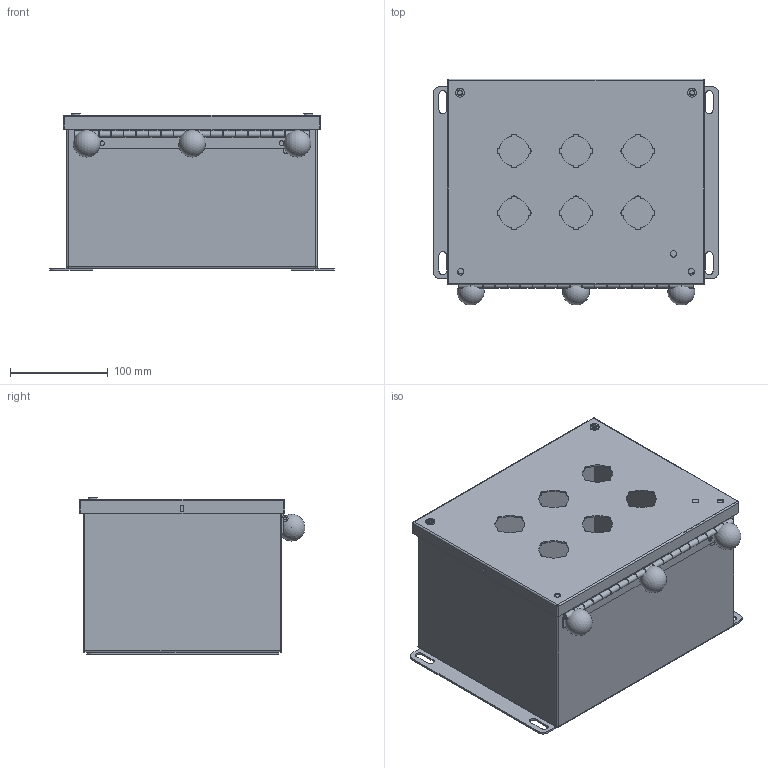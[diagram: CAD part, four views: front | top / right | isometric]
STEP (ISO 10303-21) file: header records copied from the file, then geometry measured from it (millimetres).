
FILE_DESCRIPTION (( 'STEP AP214' ), '1' );
FILE_NAME ('SCE-6PBH.STEP', '2023-07-28T10:45:47', ( '' ), ( '' ), 'SwSTEP 2.0', 'SolidWorks 2021', '' );
FILE_SCHEMA (( 'AUTOMOTIVE_DESIGN' ));
Length unit declared in the file: inch
Products named in the file (1): SCE-6PBH
Bounding box: 292.1 x 231.65 x 160.59 mm (x, y, z)
Volume: 560082.8 mm3; surface area: 681349.5 mm2
Topology: 7 solids, 34 shells, 915 faces, 2356 edges, 1478 vertices
Faces by surface type: cylinder 383, plane 362, bspline 78, cone 34, sphere 30, torus 28
Full cylindrical faces by diameter (mm): 4.9 x2, 6.756 x2, 8.052 x4
Entity records: 41190 total; most frequent: CARTESIAN_POINT 19528, DIRECTION 4532, ORIENTED_EDGE 4508, EDGE_CURVE 2254, AXIS2_PLACEMENT_3D 1713, VERTEX_POINT 1394, VECTOR 1106, LINE 1106
